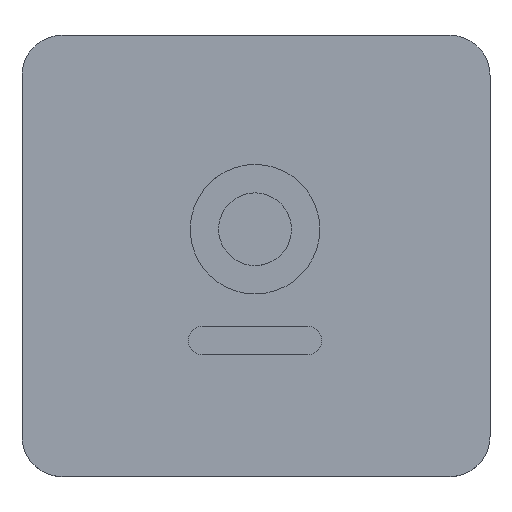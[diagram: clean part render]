
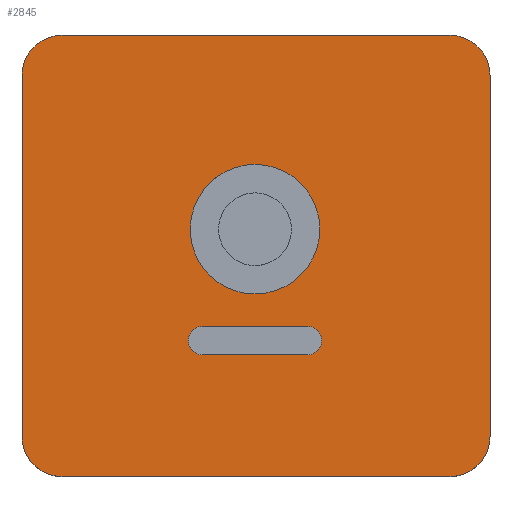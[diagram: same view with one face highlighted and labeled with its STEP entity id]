
A CAD part, top view. The second image highlights one B-rep face of the part: STEP entity #2845.
In plain terms, the highlighted planar face has unit normal (0, 0, 1).
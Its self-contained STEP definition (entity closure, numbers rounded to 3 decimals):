
#30=FACE_BOUND('',#645,.T.);
#31=FACE_BOUND('',#646,.T.);
#53=PLANE('',#3117);
#135=LINE('',#8536,#245);
#140=LINE('',#8580,#250);
#143=LINE('',#8606,#253);
#144=LINE('',#8610,#254);
#145=LINE('',#8614,#255);
#146=LINE('',#8617,#256);
#245=VECTOR('',#3697,10.);
#250=VECTOR('',#3704,10.);
#253=VECTOR('',#3713,10.);
#254=VECTOR('',#3716,10.);
#255=VECTOR('',#3719,10.);
#256=VECTOR('',#3722,10.);
#469=FACE_OUTER_BOUND('',#644,.T.);
#644=EDGE_LOOP('',(#2475,#2476,#2477,#2478,#2479,#2480,#2481,#2482));
#645=EDGE_LOOP('',(#2483,#2484,#2485,#2486,#2487,#2488));
#646=EDGE_LOOP('',(#2489,#2490,#2491,#2492));
#859=CIRCLE('',#3118,1.5);
#860=CIRCLE('',#3119,1.5);
#861=CIRCLE('',#3120,1.5);
#862=CIRCLE('',#3121,1.5);
#979=B_SPLINE_CURVE_WITH_KNOTS('',3,(#8445,#8446,#8447,#8448),
 .UNSPECIFIED.,.F.,.F.,(4,4),(-1.,0.),.UNSPECIFIED.);
#981=B_SPLINE_CURVE_WITH_KNOTS('',3,(#8466,#8467,#8468,#8469),
 .UNSPECIFIED.,.F.,.F.,(4,4),(-1.,0.),.UNSPECIFIED.);
#983=B_SPLINE_CURVE_WITH_KNOTS('',3,(#8485,#8486,#8487,#8488),
 .UNSPECIFIED.,.F.,.F.,(4,4),(-1.,0.),.UNSPECIFIED.);
#985=B_SPLINE_CURVE_WITH_KNOTS('',3,(#8503,#8504,#8505,#8506),
 .UNSPECIFIED.,.F.,.F.,(4,4),(-1.,0.),.UNSPECIFIED.);
#987=B_SPLINE_CURVE_WITH_KNOTS('',3,(#8522,#8523,#8524,#8525),
 .UNSPECIFIED.,.F.,.F.,(4,4),(-1.,0.),.UNSPECIFIED.);
#989=B_SPLINE_CURVE_WITH_KNOTS('',3,(#8549,#8550,#8551,#8552),
 .UNSPECIFIED.,.F.,.F.,(4,4),(-1.,0.),.UNSPECIFIED.);
#991=B_SPLINE_CURVE_WITH_KNOTS('',3,(#8568,#8569,#8570,#8571),
 .UNSPECIFIED.,.F.,.F.,(4,4),(-1.,0.),.UNSPECIFIED.);
#993=B_SPLINE_CURVE_WITH_KNOTS('',3,(#8592,#8593,#8594,#8595),
 .UNSPECIFIED.,.F.,.F.,(4,4),(-1.,0.),.UNSPECIFIED.);
#1219=VERTEX_POINT('',#8443);
#1220=VERTEX_POINT('',#8444);
#1223=VERTEX_POINT('',#8465);
#1225=VERTEX_POINT('',#8484);
#1227=VERTEX_POINT('',#8520);
#1228=VERTEX_POINT('',#8521);
#1231=VERTEX_POINT('',#8535);
#1233=VERTEX_POINT('',#8548);
#1235=VERTEX_POINT('',#8567);
#1237=VERTEX_POINT('',#8579);
#1239=VERTEX_POINT('',#8602);
#1240=VERTEX_POINT('',#8603);
#1241=VERTEX_POINT('',#8605);
#1242=VERTEX_POINT('',#8607);
#1243=VERTEX_POINT('',#8609);
#1244=VERTEX_POINT('',#8611);
#1245=VERTEX_POINT('',#8613);
#1246=VERTEX_POINT('',#8615);
#1631=EDGE_CURVE('',#1219,#1220,#979,.T.);
#1635=EDGE_CURVE('',#1223,#1219,#981,.T.);
#1638=EDGE_CURVE('',#1225,#1223,#983,.T.);
#1641=EDGE_CURVE('',#1220,#1225,#985,.T.);
#1643=EDGE_CURVE('',#1227,#1228,#987,.T.);
#1647=EDGE_CURVE('',#1231,#1227,#135,.T.);
#1650=EDGE_CURVE('',#1233,#1231,#989,.T.);
#1653=EDGE_CURVE('',#1235,#1233,#991,.T.);
#1656=EDGE_CURVE('',#1237,#1235,#140,.T.);
#1659=EDGE_CURVE('',#1228,#1237,#993,.T.);
#1661=EDGE_CURVE('',#1239,#1240,#859,.T.);
#1662=EDGE_CURVE('',#1239,#1241,#143,.T.);
#1663=EDGE_CURVE('',#1242,#1241,#860,.T.);
#1664=EDGE_CURVE('',#1242,#1243,#144,.T.);
#1665=EDGE_CURVE('',#1244,#1243,#861,.T.);
#1666=EDGE_CURVE('',#1244,#1245,#145,.T.);
#1667=EDGE_CURVE('',#1246,#1245,#862,.T.);
#1668=EDGE_CURVE('',#1246,#1240,#146,.T.);
#2475=ORIENTED_EDGE('',*,*,#1661,.F.);
#2476=ORIENTED_EDGE('',*,*,#1662,.T.);
#2477=ORIENTED_EDGE('',*,*,#1663,.F.);
#2478=ORIENTED_EDGE('',*,*,#1664,.T.);
#2479=ORIENTED_EDGE('',*,*,#1665,.F.);
#2480=ORIENTED_EDGE('',*,*,#1666,.T.);
#2481=ORIENTED_EDGE('',*,*,#1667,.F.);
#2482=ORIENTED_EDGE('',*,*,#1668,.T.);
#2483=ORIENTED_EDGE('',*,*,#1643,.T.);
#2484=ORIENTED_EDGE('',*,*,#1659,.T.);
#2485=ORIENTED_EDGE('',*,*,#1656,.T.);
#2486=ORIENTED_EDGE('',*,*,#1653,.T.);
#2487=ORIENTED_EDGE('',*,*,#1650,.T.);
#2488=ORIENTED_EDGE('',*,*,#1647,.T.);
#2489=ORIENTED_EDGE('',*,*,#1631,.T.);
#2490=ORIENTED_EDGE('',*,*,#1641,.T.);
#2491=ORIENTED_EDGE('',*,*,#1638,.T.);
#2492=ORIENTED_EDGE('',*,*,#1635,.T.);
#2845=ADVANCED_FACE('',(#469,#30,#31),#53,.T.);
#3117=AXIS2_PLACEMENT_3D('',#8601,#3709,#3710);
#3118=AXIS2_PLACEMENT_3D('',#8604,#3711,#3712);
#3119=AXIS2_PLACEMENT_3D('',#8608,#3714,#3715);
#3120=AXIS2_PLACEMENT_3D('',#8612,#3717,#3718);
#3121=AXIS2_PLACEMENT_3D('',#8616,#3720,#3721);
#3697=DIRECTION('',(-1.,0.,0.));
#3704=DIRECTION('',(1.,0.,0.));
#3709=DIRECTION('center_axis',(0.,0.,1.));
#3710=DIRECTION('ref_axis',(1.,0.,0.));
#3711=DIRECTION('center_axis',(0.,0.,-1.));
#3712=DIRECTION('ref_axis',(0.707,-0.707,0.));
#3713=DIRECTION('',(0.,1.,0.));
#3714=DIRECTION('center_axis',(0.,0.,-1.));
#3715=DIRECTION('ref_axis',(0.707,0.707,0.));
#3716=DIRECTION('',(-1.,0.,0.));
#3717=DIRECTION('center_axis',(0.,0.,-1.));
#3718=DIRECTION('ref_axis',(-0.707,0.707,0.));
#3719=DIRECTION('',(0.,-1.,0.));
#3720=DIRECTION('center_axis',(0.,0.,-1.));
#3721=DIRECTION('ref_axis',(-0.707,-0.707,0.));
#3722=DIRECTION('',(1.,0.,0.));
#8443=CARTESIAN_POINT('',(-0.036,-1.423,3.5));
#8444=CARTESIAN_POINT('',(-2.458,0.998,3.5));
#8445=CARTESIAN_POINT('Ctrl Pts',(-0.036,-1.423,
3.5));
#8446=CARTESIAN_POINT('Ctrl Pts',(-1.374,-1.423,3.5));
#8447=CARTESIAN_POINT('Ctrl Pts',(-2.458,-0.34,
3.5));
#8448=CARTESIAN_POINT('Ctrl Pts',(-2.458,0.998,3.5));
#8465=CARTESIAN_POINT('',(2.385,0.998,3.5));
#8466=CARTESIAN_POINT('Ctrl Pts',(2.385,0.998,3.5));
#8467=CARTESIAN_POINT('Ctrl Pts',(2.385,-0.34,3.5));
#8468=CARTESIAN_POINT('Ctrl Pts',(1.301,-1.423,3.5));
#8469=CARTESIAN_POINT('Ctrl Pts',(-0.036,-1.423,
3.5));
#8484=CARTESIAN_POINT('',(-0.036,3.42,3.5));
#8485=CARTESIAN_POINT('Ctrl Pts',(-0.036,3.42,
3.5));
#8486=CARTESIAN_POINT('Ctrl Pts',(1.301,3.42,3.5));
#8487=CARTESIAN_POINT('Ctrl Pts',(2.385,2.336,3.5));
#8488=CARTESIAN_POINT('Ctrl Pts',(2.385,0.998,3.5));
#8503=CARTESIAN_POINT('Ctrl Pts',(-2.458,0.998,3.5));
#8504=CARTESIAN_POINT('Ctrl Pts',(-2.458,2.336,3.5));
#8505=CARTESIAN_POINT('Ctrl Pts',(-1.374,3.42,3.5));
#8506=CARTESIAN_POINT('Ctrl Pts',(-0.036,3.42,
3.5));
#8520=CARTESIAN_POINT('',(-2.001,-3.7,3.5));
#8521=CARTESIAN_POINT('',(-2.532,-3.169,3.5));
#8522=CARTESIAN_POINT('Ctrl Pts',(-2.001,-3.7,3.5));
#8523=CARTESIAN_POINT('Ctrl Pts',(-2.298,-3.7,3.5));
#8524=CARTESIAN_POINT('Ctrl Pts',(-2.532,-3.466,3.5));
#8525=CARTESIAN_POINT('Ctrl Pts',(-2.532,-3.169,3.5));
#8535=CARTESIAN_POINT('',(1.928,-3.7,3.5));
#8536=CARTESIAN_POINT('',(0.964,-3.7,3.5));
#8548=CARTESIAN_POINT('',(2.459,-3.169,3.5));
#8549=CARTESIAN_POINT('Ctrl Pts',(2.459,-3.169,3.5));
#8550=CARTESIAN_POINT('Ctrl Pts',(2.459,-3.466,3.5));
#8551=CARTESIAN_POINT('Ctrl Pts',(2.225,-3.7,3.5));
#8552=CARTESIAN_POINT('Ctrl Pts',(1.928,-3.7,3.5));
#8567=CARTESIAN_POINT('',(1.928,-2.637,3.5));
#8568=CARTESIAN_POINT('Ctrl Pts',(1.928,-2.637,3.5));
#8569=CARTESIAN_POINT('Ctrl Pts',(2.225,-2.637,3.5));
#8570=CARTESIAN_POINT('Ctrl Pts',(2.459,-2.871,3.5));
#8571=CARTESIAN_POINT('Ctrl Pts',(2.459,-3.169,3.5));
#8579=CARTESIAN_POINT('',(-2.001,-2.637,3.5));
#8580=CARTESIAN_POINT('',(-1.001,-2.637,3.5));
#8592=CARTESIAN_POINT('Ctrl Pts',(-2.532,-3.169,3.5));
#8593=CARTESIAN_POINT('Ctrl Pts',(-2.532,-2.871,3.5));
#8594=CARTESIAN_POINT('Ctrl Pts',(-2.299,-2.637,3.5));
#8595=CARTESIAN_POINT('Ctrl Pts',(-2.001,-2.637,3.5));
#8601=CARTESIAN_POINT('Origin',(0.,0.,
3.5));
#8602=CARTESIAN_POINT('',(8.75,-6.75,3.5));
#8603=CARTESIAN_POINT('',(7.25,-8.25,3.5));
#8604=CARTESIAN_POINT('Origin',(7.25,-6.75,3.5));
#8605=CARTESIAN_POINT('',(8.75,6.75,3.5));
#8606=CARTESIAN_POINT('',(8.75,8.25,3.5));
#8607=CARTESIAN_POINT('',(7.25,8.25,3.5));
#8608=CARTESIAN_POINT('Origin',(7.25,6.75,3.5));
#8609=CARTESIAN_POINT('',(-7.25,8.25,3.5));
#8610=CARTESIAN_POINT('',(-8.75,8.25,3.5));
#8611=CARTESIAN_POINT('',(-8.75,6.75,3.5));
#8612=CARTESIAN_POINT('Origin',(-7.25,6.75,3.5));
#8613=CARTESIAN_POINT('',(-8.75,-6.75,3.5));
#8614=CARTESIAN_POINT('',(-8.75,-8.25,3.5));
#8615=CARTESIAN_POINT('',(-7.25,-8.25,3.5));
#8616=CARTESIAN_POINT('Origin',(-7.25,-6.75,3.5));
#8617=CARTESIAN_POINT('',(8.75,-8.25,3.5));
